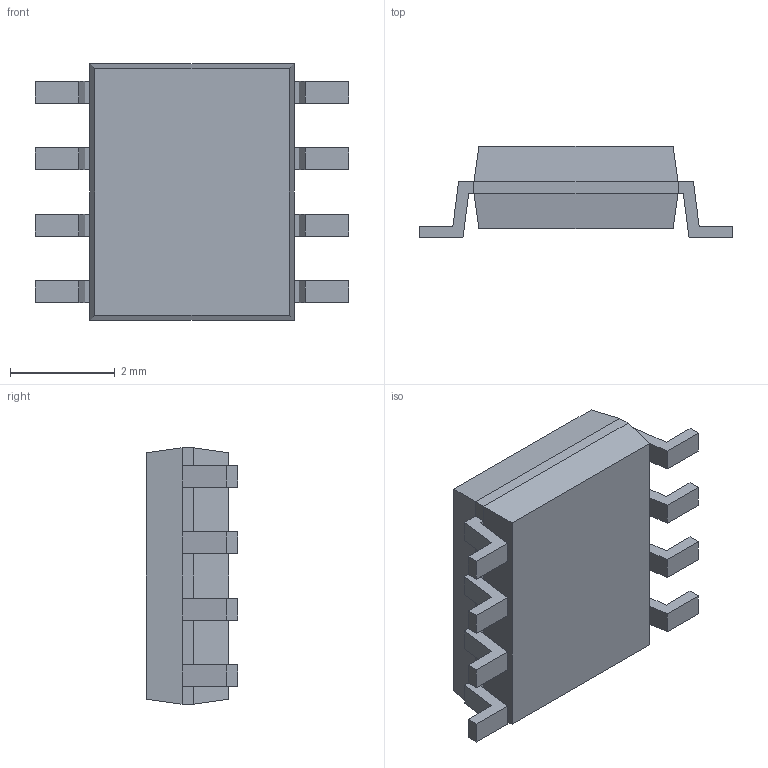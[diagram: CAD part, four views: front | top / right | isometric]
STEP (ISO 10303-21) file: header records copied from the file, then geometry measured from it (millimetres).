
FILE_DESCRIPTION(('FreeCAD Model'),'2;1');
FILE_NAME('Open CASCADE Shape Model','2025-09-15T19:04:02',(''),(''), 'Open CASCADE STEP processor 7.8','FreeCAD','Unknown');
FILE_SCHEMA(('AUTOMOTIVE_DESIGN { 1 0 10303 214 1 1 1 1 }'));
Length unit declared in the file: millimetre
Products named in the file (6): SOIC_standard; Array001; Body001; Body; Array; Body001 (Mirror #1)
Assembly tree (11 placements, depth 3):
  SOIC_standard
    Array001
      Body001  x4
    Body
    Array
      Body001 (Mirror #1)  x4
Bounding box: 6 x 1.75 x 4.9 mm (x, y, z)
Volume: 30.3 mm3; surface area: 82.2 mm2
Topology: 9 solids, 9 shells, 94 faces, 220 edges, 144 vertices
Faces by surface type: plane 94
Entity records: 1093 total; most frequent: CARTESIAN_POINT 170, DIRECTION 168, ORIENTED_EDGE 152, EDGE_CURVE 76, LINE 76, VECTOR 76, VERTEX_POINT 48, AXIS2_PLACEMENT_3D 46
